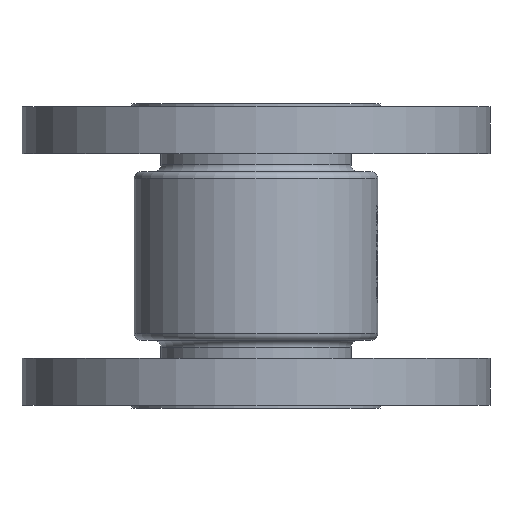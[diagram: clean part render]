
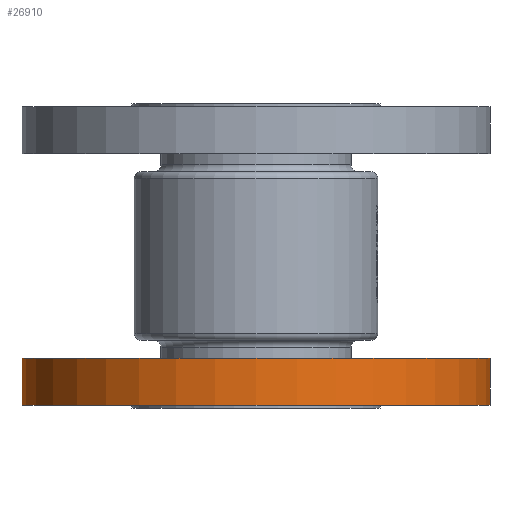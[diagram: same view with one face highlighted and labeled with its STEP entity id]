
A CAD part, front view. The second image highlights one B-rep face of the part: STEP entity #26910.
In plain terms, the highlighted cylindrical face has radius 100 mm (diameter 200 mm), a partial arc.
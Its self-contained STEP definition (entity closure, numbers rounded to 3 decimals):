
#660 = CIRCLE ( 'NONE', #6149, 100. ) ;
#955 = ORIENTED_EDGE ( 'NONE', *, *, #2126, .T. ) ;
#1753 = DIRECTION ( 'NONE',  ( 0., 0., 1. ) ) ;
#2029 = CARTESIAN_POINT ( 'NONE',  ( 0., 0., -108.8 ) ) ;
#2102 = CARTESIAN_POINT ( 'NONE',  ( 100., 0., -108.8 ) ) ;
#2126 = EDGE_CURVE ( 'NONE', #24742, #17131, #660, .T. ) ;
#2869 = CARTESIAN_POINT ( 'NONE',  ( 100., 0., -128.8 ) ) ;
#3558 = CIRCLE ( 'NONE', #6064, 100. ) ;
#4064 = AXIS2_PLACEMENT_3D ( 'NONE', #14446, #9608, #21172 ) ;
#4795 = VECTOR ( 'NONE', #22403, 1000. ) ;
#5929 = LINE ( 'NONE', #22653, #24650 ) ;
#6064 = AXIS2_PLACEMENT_3D ( 'NONE', #2029, #11573, #20809 ) ;
#6149 = AXIS2_PLACEMENT_3D ( 'NONE', #23330, #1753, #18941 ) ;
#9608 = DIRECTION ( 'NONE',  ( 0., 0., -1. ) ) ;
#10837 = LINE ( 'NONE', #27395, #4795 ) ;
#11573 = DIRECTION ( 'NONE',  ( 0., 0., 1. ) ) ;
#12257 = EDGE_LOOP ( 'NONE', ( #24043, #25037, #955, #28850 ) ) ;
#12600 = VERTEX_POINT ( 'NONE', #2102 ) ;
#13674 = EDGE_CURVE ( 'NONE', #12600, #17131, #5929, .T. ) ;
#14446 = CARTESIAN_POINT ( 'NONE',  ( 0., 0., -130. ) ) ;
#17131 = VERTEX_POINT ( 'NONE', #2869 ) ;
#17502 = DIRECTION ( 'NONE',  ( 0., 0., -1. ) ) ;
#17972 = CARTESIAN_POINT ( 'NONE',  ( -100., 0., -108.8 ) ) ;
#18941 = DIRECTION ( 'NONE',  ( 1., 0., 0. ) ) ;
#19923 = EDGE_CURVE ( 'NONE', #30395, #24742, #10837, .T. ) ;
#20809 = DIRECTION ( 'NONE',  ( 1., 0., 0. ) ) ;
#21172 = DIRECTION ( 'NONE',  ( 1., 0., 0. ) ) ;
#22403 = DIRECTION ( 'NONE',  ( 0., 0., -1. ) ) ;
#22593 = CARTESIAN_POINT ( 'NONE',  ( -100., 0., -128.8 ) ) ;
#22653 = CARTESIAN_POINT ( 'NONE',  ( 100., 0., -130. ) ) ;
#23238 = EDGE_CURVE ( 'NONE', #30395, #12600, #3558, .T. ) ;
#23330 = CARTESIAN_POINT ( 'NONE',  ( 0., 0., -128.8 ) ) ;
#24043 = ORIENTED_EDGE ( 'NONE', *, *, #23238, .F. ) ;
#24650 = VECTOR ( 'NONE', #17502, 1000. ) ;
#24742 = VERTEX_POINT ( 'NONE', #22593 ) ;
#25037 = ORIENTED_EDGE ( 'NONE', *, *, #19923, .T. ) ;
#26910 = ADVANCED_FACE ( 'NONE', ( #28051 ), #28515, .T. ) ;
#27395 = CARTESIAN_POINT ( 'NONE',  ( -100., 0., -130. ) ) ;
#28051 = FACE_OUTER_BOUND ( 'NONE', #12257, .T. ) ;
#28515 = CYLINDRICAL_SURFACE ( 'NONE', #4064, 100. ) ;
#28850 = ORIENTED_EDGE ( 'NONE', *, *, #13674, .F. ) ;
#30395 = VERTEX_POINT ( 'NONE', #17972 ) ;
